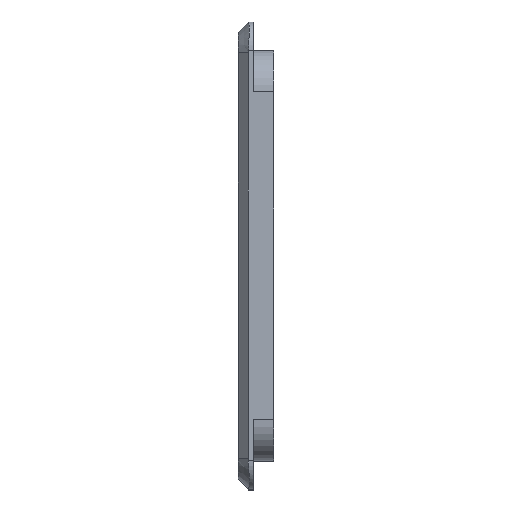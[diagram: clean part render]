
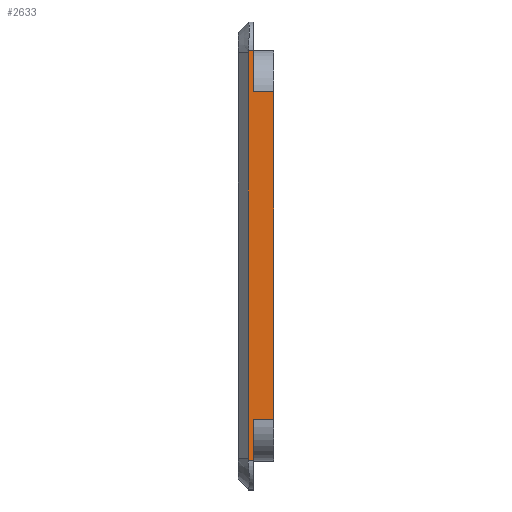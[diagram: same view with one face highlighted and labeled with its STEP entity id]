
A CAD part, top view. The second image highlights one B-rep face of the part: STEP entity #2633.
In plain terms, the highlighted planar face has unit normal (0, 0, 1).
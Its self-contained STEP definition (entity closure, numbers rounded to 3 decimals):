
#182=CIRCLE('',#2894,3.012);
#183=CIRCLE('',#2895,3.012);
#310=FACE_OUTER_BOUND('',#475,.T.);
#475=EDGE_LOOP('',(#2041,#2042,#2043,#2044,#2045,#2046,#2047,#2048,#2049,
#2050));
#734=LINE('',#4476,#993);
#735=LINE('',#4478,#994);
#736=LINE('',#4480,#995);
#737=LINE('',#4482,#996);
#738=LINE('',#4484,#997);
#739=LINE('',#4486,#998);
#740=LINE('',#4488,#999);
#741=LINE('',#4492,#1000);
#993=VECTOR('',#3480,0.493);
#994=VECTOR('',#3481,4.);
#995=VECTOR('',#3482,2.);
#996=VECTOR('',#3483,32.);
#997=VECTOR('',#3484,2.);
#998=VECTOR('',#3485,4.);
#999=VECTOR('',#3486,0.493);
#1000=VECTOR('',#3489,39.6);
#1290=VERTEX_POINT('',#4474);
#1291=VERTEX_POINT('',#4475);
#1292=VERTEX_POINT('',#4477);
#1293=VERTEX_POINT('',#4479);
#1294=VERTEX_POINT('',#4481);
#1295=VERTEX_POINT('',#4483);
#1296=VERTEX_POINT('',#4485);
#1297=VERTEX_POINT('',#4487);
#1298=VERTEX_POINT('',#4489);
#1299=VERTEX_POINT('',#4491);
#1590=EDGE_CURVE('',#1290,#1291,#734,.T.);
#1591=EDGE_CURVE('',#1291,#1292,#735,.T.);
#1592=EDGE_CURVE('',#1292,#1293,#736,.T.);
#1593=EDGE_CURVE('',#1294,#1293,#737,.T.);
#1594=EDGE_CURVE('',#1294,#1295,#738,.T.);
#1595=EDGE_CURVE('',#1295,#1296,#739,.T.);
#1596=EDGE_CURVE('',#1296,#1297,#740,.T.);
#1597=EDGE_CURVE('',#1297,#1298,#182,.T.);
#1598=EDGE_CURVE('',#1298,#1299,#741,.T.);
#1599=EDGE_CURVE('',#1290,#1299,#183,.T.);
#2041=ORIENTED_EDGE('',*,*,#1590,.T.);
#2042=ORIENTED_EDGE('',*,*,#1591,.T.);
#2043=ORIENTED_EDGE('',*,*,#1592,.T.);
#2044=ORIENTED_EDGE('',*,*,#1593,.F.);
#2045=ORIENTED_EDGE('',*,*,#1594,.T.);
#2046=ORIENTED_EDGE('',*,*,#1595,.T.);
#2047=ORIENTED_EDGE('',*,*,#1596,.T.);
#2048=ORIENTED_EDGE('',*,*,#1597,.T.);
#2049=ORIENTED_EDGE('',*,*,#1598,.T.);
#2050=ORIENTED_EDGE('',*,*,#1599,.F.);
#2526=PLANE('',#2893);
#2633=ADVANCED_FACE('',(#310),#2526,.T.);
#2893=AXIS2_PLACEMENT_3D('',#4473,#3478,#3479);
#2894=AXIS2_PLACEMENT_3D('',#4490,#3487,#3488);
#2895=AXIS2_PLACEMENT_3D('',#4493,#3490,#3491);
#3478=DIRECTION('center_axis',(0.,0.,1.));
#3479=DIRECTION('ref_axis',(0.,1.,0.));
#3480=DIRECTION('',(1.,0.,0.));
#3481=DIRECTION('',(0.,1.,0.));
#3482=DIRECTION('',(1.,0.,0.));
#3483=DIRECTION('',(0.,-1.,0.));
#3484=DIRECTION('',(-1.,0.,0.));
#3485=DIRECTION('',(0.,1.,0.));
#3486=DIRECTION('',(-1.,0.,0.));
#3487=DIRECTION('center_axis',(0.,0.,1.));
#3488=DIRECTION('ref_axis',(-1.,0.,0.));
#3489=DIRECTION('',(0.,-1.,0.));
#3490=DIRECTION('center_axis',(0.,0.,-1.));
#3491=DIRECTION('ref_axis',(-1.,0.,0.));
#4473=CARTESIAN_POINT('Origin',(-113.666,-31.119,-151.566));
#4474=CARTESIAN_POINT('',(-115.493,-34.119,-151.566));
#4475=CARTESIAN_POINT('',(-115.,-34.119,-151.566));
#4476=CARTESIAN_POINT('',(-115.493,-34.119,-151.566));
#4477=CARTESIAN_POINT('',(-115.,-30.119,-151.566));
#4478=CARTESIAN_POINT('',(-115.,-34.119,-151.566));
#4479=CARTESIAN_POINT('',(-113.,-30.119,-151.566));
#4480=CARTESIAN_POINT('',(-115.,-30.119,-151.566));
#4481=CARTESIAN_POINT('',(-113.,1.881,-151.566));
#4482=CARTESIAN_POINT('',(-113.,1.881,-151.566));
#4483=CARTESIAN_POINT('',(-115.,1.881,-151.566));
#4484=CARTESIAN_POINT('',(-113.,1.881,-151.566));
#4485=CARTESIAN_POINT('',(-115.,5.881,-151.566));
#4486=CARTESIAN_POINT('',(-115.,1.881,-151.566));
#4487=CARTESIAN_POINT('',(-115.493,5.881,-151.566));
#4488=CARTESIAN_POINT('',(-115.,5.881,-151.566));
#4489=CARTESIAN_POINT('',(-115.5,5.681,-151.566));
#4490=CARTESIAN_POINT('Origin',(-112.487,5.68,-151.566));
#4491=CARTESIAN_POINT('',(-115.5,-33.919,-151.566));
#4492=CARTESIAN_POINT('',(-115.5,5.681,-151.566));
#4493=CARTESIAN_POINT('Origin',(-112.487,-33.919,-151.566));
